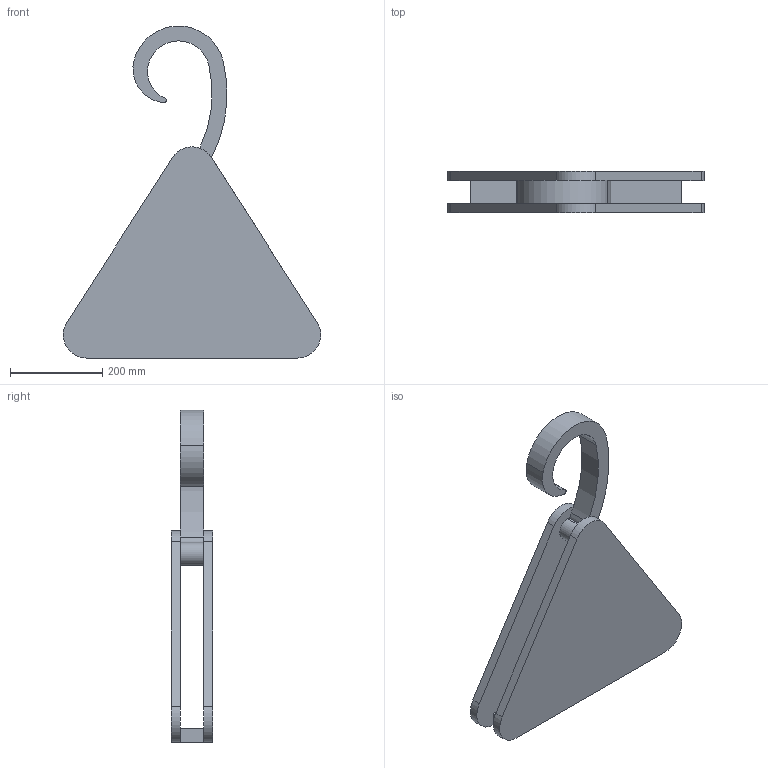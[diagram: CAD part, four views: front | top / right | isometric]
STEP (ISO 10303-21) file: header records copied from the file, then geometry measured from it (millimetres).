
FILE_DESCRIPTION (( 'STEP AP203' ), '1' );
FILE_NAME ('Hook_Default_sldprt.STEP', '2023-03-20T06:38:21', ( '' ), ( '' ), 'SwSTEP 2.0', 'SolidWorks 2019', '' );
FILE_SCHEMA (( 'CONFIG_CONTROL_DESIGN' ));
Length unit declared in the file: metre
Products named in the file (1): Hook_Default_sldprt
Bounding box: 556.99 x 90 x 718.84 mm (x, y, z)
Volume: 7826803.9 mm3; surface area: 797570.8 mm2
Topology: 1 solids, 1 shells, 35 faces, 97 edges, 62 vertices
Faces by surface type: cylinder 19, plane 16
Entity records: 1212 total; most frequent: DIRECTION 213, CARTESIAN_POINT 195, ORIENTED_EDGE 194, EDGE_CURVE 97, AXIS2_PLACEMENT_3D 80, VERTEX_POINT 62, LINE 53, VECTOR 53
